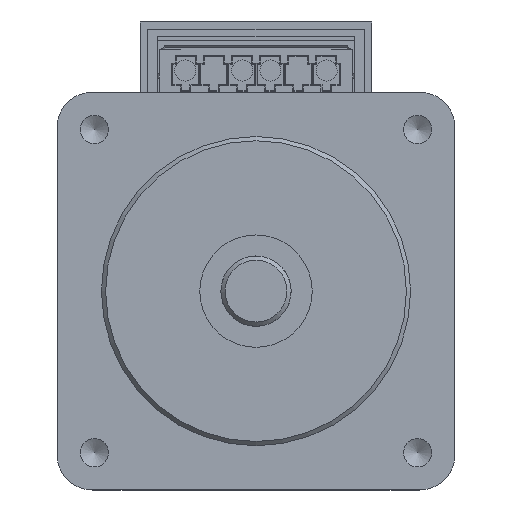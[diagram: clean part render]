
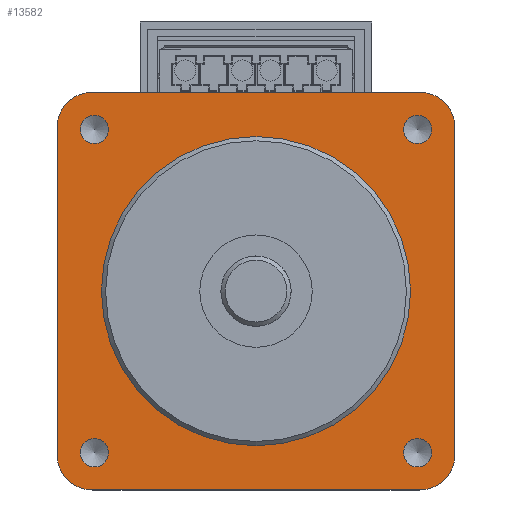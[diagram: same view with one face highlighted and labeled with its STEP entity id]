
A CAD part, front view. The second image highlights one B-rep face of the part: STEP entity #13582.
In plain terms, the highlighted planar face has unit normal (0, -1, 0).
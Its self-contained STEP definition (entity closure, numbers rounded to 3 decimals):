
#224=FACE_BOUND('',#1667,.T.);
#225=FACE_BOUND('',#1668,.T.);
#226=FACE_BOUND('',#1669,.T.);
#227=FACE_BOUND('',#1670,.T.);
#228=FACE_BOUND('',#1671,.T.);
#286=PLANE('',#14402);
#911=FACE_OUTER_BOUND('',#1666,.T.);
#1666=EDGE_LOOP('',(#9162,#9163,#9164,#9165,#9166,#9167,#9168,#9169));
#1667=EDGE_LOOP('',(#9170));
#1668=EDGE_LOOP('',(#9171));
#1669=EDGE_LOOP('',(#9172));
#1670=EDGE_LOOP('',(#9173));
#1671=EDGE_LOOP('',(#9174));
#2487=LINE('',#19197,#4032);
#2488=LINE('',#19201,#4033);
#2489=LINE('',#19205,#4034);
#2490=LINE('',#19209,#4035);
#4032=VECTOR('',#15618,10.);
#4033=VECTOR('',#15621,10.);
#4034=VECTOR('',#15624,10.);
#4035=VECTOR('',#15627,10.);
#5510=CIRCLE('',#14380,1.007);
#5512=CIRCLE('',#14384,1.007);
#5514=CIRCLE('',#14388,1.007);
#5516=CIRCLE('',#14392,1.007);
#5519=CIRCLE('',#14397,11.);
#5522=CIRCLE('',#14403,2.5);
#5523=CIRCLE('',#14404,2.5);
#5524=CIRCLE('',#14405,2.5);
#5525=CIRCLE('',#14406,2.5);
#5831=VERTEX_POINT('',#19147);
#5834=VERTEX_POINT('',#19156);
#5837=VERTEX_POINT('',#19165);
#5840=VERTEX_POINT('',#19174);
#5843=VERTEX_POINT('',#19184);
#5846=VERTEX_POINT('',#19195);
#5847=VERTEX_POINT('',#19196);
#5848=VERTEX_POINT('',#19198);
#5849=VERTEX_POINT('',#19200);
#5850=VERTEX_POINT('',#19202);
#5851=VERTEX_POINT('',#19204);
#5852=VERTEX_POINT('',#19206);
#5853=VERTEX_POINT('',#19208);
#7094=EDGE_CURVE('',#5831,#5831,#5510,.T.);
#7098=EDGE_CURVE('',#5834,#5834,#5512,.T.);
#7102=EDGE_CURVE('',#5837,#5837,#5514,.T.);
#7106=EDGE_CURVE('',#5840,#5840,#5516,.T.);
#7112=EDGE_CURVE('',#5843,#5843,#5519,.T.);
#7116=EDGE_CURVE('',#5846,#5847,#2487,.T.);
#7117=EDGE_CURVE('',#5848,#5846,#5522,.T.);
#7118=EDGE_CURVE('',#5849,#5848,#2488,.T.);
#7119=EDGE_CURVE('',#5850,#5849,#5523,.T.);
#7120=EDGE_CURVE('',#5851,#5850,#2489,.T.);
#7121=EDGE_CURVE('',#5852,#5851,#5524,.T.);
#7122=EDGE_CURVE('',#5853,#5852,#2490,.T.);
#7123=EDGE_CURVE('',#5847,#5853,#5525,.T.);
#9162=ORIENTED_EDGE('',*,*,#7116,.F.);
#9163=ORIENTED_EDGE('',*,*,#7117,.F.);
#9164=ORIENTED_EDGE('',*,*,#7118,.F.);
#9165=ORIENTED_EDGE('',*,*,#7119,.F.);
#9166=ORIENTED_EDGE('',*,*,#7120,.F.);
#9167=ORIENTED_EDGE('',*,*,#7121,.F.);
#9168=ORIENTED_EDGE('',*,*,#7122,.F.);
#9169=ORIENTED_EDGE('',*,*,#7123,.F.);
#9170=ORIENTED_EDGE('',*,*,#7094,.T.);
#9171=ORIENTED_EDGE('',*,*,#7098,.T.);
#9172=ORIENTED_EDGE('',*,*,#7102,.T.);
#9173=ORIENTED_EDGE('',*,*,#7106,.T.);
#9174=ORIENTED_EDGE('',*,*,#7112,.T.);
#13582=ADVANCED_FACE('',(#911,#224,#225,#226,#227,#228),#286,.F.);
#14380=AXIS2_PLACEMENT_3D('',#19148,#15562,#15563);
#14384=AXIS2_PLACEMENT_3D('',#19157,#15572,#15573);
#14388=AXIS2_PLACEMENT_3D('',#19166,#15582,#15583);
#14392=AXIS2_PLACEMENT_3D('',#19175,#15592,#15593);
#14397=AXIS2_PLACEMENT_3D('',#19186,#15605,#15606);
#14402=AXIS2_PLACEMENT_3D('',#19194,#15616,#15617);
#14403=AXIS2_PLACEMENT_3D('',#19199,#15619,#15620);
#14404=AXIS2_PLACEMENT_3D('',#19203,#15622,#15623);
#14405=AXIS2_PLACEMENT_3D('',#19207,#15625,#15626);
#14406=AXIS2_PLACEMENT_3D('',#19210,#15628,#15629);
#15562=DIRECTION('center_axis',(0.,1.,0.));
#15563=DIRECTION('ref_axis',(1.,0.,0.));
#15572=DIRECTION('center_axis',(0.,1.,0.));
#15573=DIRECTION('ref_axis',(1.,0.,0.));
#15582=DIRECTION('center_axis',(0.,1.,0.));
#15583=DIRECTION('ref_axis',(1.,0.,0.));
#15592=DIRECTION('center_axis',(0.,1.,0.));
#15593=DIRECTION('ref_axis',(1.,0.,0.));
#15605=DIRECTION('center_axis',(0.,1.,0.));
#15606=DIRECTION('ref_axis',(-1.,0.,0.));
#15616=DIRECTION('center_axis',(0.,1.,0.));
#15617=DIRECTION('ref_axis',(0.,0.,
1.));
#15618=DIRECTION('',(1.,0.,0.));
#15619=DIRECTION('center_axis',(0.,1.,0.));
#15620=DIRECTION('ref_axis',(-1.,0.,0.));
#15621=DIRECTION('',(0.,0.,1.));
#15622=DIRECTION('center_axis',(0.,1.,0.));
#15623=DIRECTION('ref_axis',(0.,0.,
-1.));
#15624=DIRECTION('',(-1.,0.,0.));
#15625=DIRECTION('center_axis',(0.,1.,0.));
#15626=DIRECTION('ref_axis',(1.,0.,0.));
#15627=DIRECTION('',(0.,0.,-1.));
#15628=DIRECTION('center_axis',(0.,1.,0.));
#15629=DIRECTION('ref_axis',(0.,0.,
1.));
#19147=CARTESIAN_POINT('',(55.013,-3.071,67.601));
#19148=CARTESIAN_POINT('Origin',(56.019,-3.071,67.601));
#19156=CARTESIAN_POINT('',(32.013,-3.071,90.601));
#19157=CARTESIAN_POINT('Origin',(33.019,-3.071,90.601));
#19165=CARTESIAN_POINT('',(55.013,-3.071,90.601));
#19166=CARTESIAN_POINT('Origin',(56.019,-3.071,90.601));
#19174=CARTESIAN_POINT('',(32.013,-3.071,67.601));
#19175=CARTESIAN_POINT('Origin',(33.019,-3.071,67.601));
#19184=CARTESIAN_POINT('',(55.519,-3.071,79.101));
#19186=CARTESIAN_POINT('Origin',(44.519,-3.071,79.101));
#19194=CARTESIAN_POINT('Origin',(46.122,-3.071,77.498));
#19195=CARTESIAN_POINT('',(32.869,-3.071,93.251));
#19196=CARTESIAN_POINT('',(56.169,-3.071,93.251));
#19197=CARTESIAN_POINT('',(32.869,-3.071,93.251));
#19198=CARTESIAN_POINT('',(30.369,-3.071,90.751));
#19199=CARTESIAN_POINT('Origin',(32.869,-3.071,90.751));
#19200=CARTESIAN_POINT('',(30.369,-3.071,67.451));
#19201=CARTESIAN_POINT('',(30.369,-3.071,67.451));
#19202=CARTESIAN_POINT('',(32.869,-3.071,64.951));
#19203=CARTESIAN_POINT('Origin',(32.869,-3.071,67.451));
#19204=CARTESIAN_POINT('',(56.169,-3.071,64.951));
#19205=CARTESIAN_POINT('',(56.169,-3.071,64.951));
#19206=CARTESIAN_POINT('',(58.669,-3.071,67.451));
#19207=CARTESIAN_POINT('Origin',(56.169,-3.071,67.451));
#19208=CARTESIAN_POINT('',(58.669,-3.071,90.751));
#19209=CARTESIAN_POINT('',(58.669,-3.071,90.751));
#19210=CARTESIAN_POINT('Origin',(56.169,-3.071,90.751));
